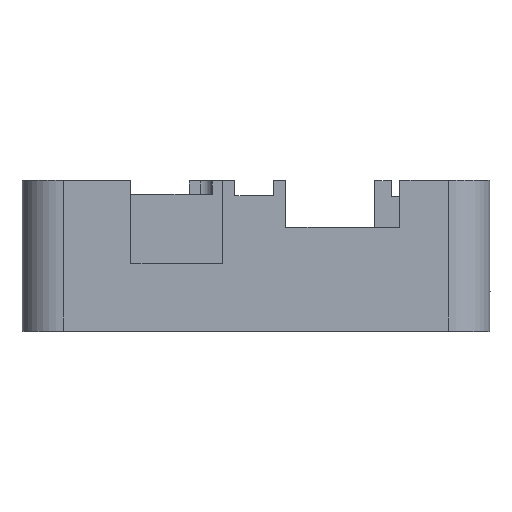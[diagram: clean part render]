
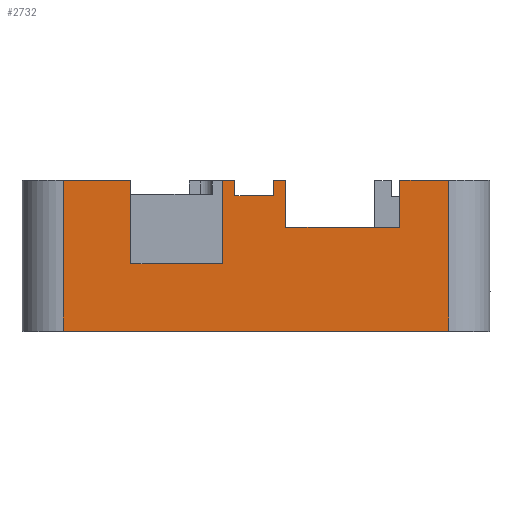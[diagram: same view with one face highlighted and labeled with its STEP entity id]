
A CAD part, top view. The second image highlights one B-rep face of the part: STEP entity #2732.
In plain terms, the highlighted planar face has unit normal (0, 0, 1).
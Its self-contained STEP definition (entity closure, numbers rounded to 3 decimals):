
#66=PLANE('',#2955);
#341=FACE_OUTER_BOUND('',#494,.T.);
#494=EDGE_LOOP('',(#2334,#2335,#2336,#2337,#2338,#2339,#2340,#2341,#2342,
#2343,#2344,#2345,#2346,#2347,#2348,#2349));
#695=LINE('',#7040,#921);
#785=LINE('',#7850,#1011);
#788=LINE('',#7856,#1014);
#790=LINE('',#7859,#1016);
#791=LINE('',#7862,#1017);
#792=LINE('',#7864,#1018);
#793=LINE('',#7866,#1019);
#794=LINE('',#7868,#1020);
#795=LINE('',#7870,#1021);
#796=LINE('',#7872,#1022);
#797=LINE('',#7874,#1023);
#798=LINE('',#7875,#1024);
#799=LINE('',#7877,#1025);
#800=LINE('',#7879,#1026);
#801=LINE('',#7881,#1027);
#802=LINE('',#7882,#1028);
#921=VECTOR('',#3275,10.);
#1011=VECTOR('',#3501,10.);
#1014=VECTOR('',#3506,10.);
#1016=VECTOR('',#3510,10.);
#1017=VECTOR('',#3513,10.);
#1018=VECTOR('',#3514,10.);
#1019=VECTOR('',#3515,10.);
#1020=VECTOR('',#3516,10.);
#1021=VECTOR('',#3517,10.);
#1022=VECTOR('',#3518,10.);
#1023=VECTOR('',#3519,10.);
#1024=VECTOR('',#3520,10.);
#1025=VECTOR('',#3521,10.);
#1026=VECTOR('',#3522,10.);
#1027=VECTOR('',#3523,10.);
#1028=VECTOR('',#3524,10.);
#1218=VERTEX_POINT('',#7037);
#1219=VERTEX_POINT('',#7039);
#1310=VERTEX_POINT('',#7847);
#1311=VERTEX_POINT('',#7849);
#1312=VERTEX_POINT('',#7853);
#1313=VERTEX_POINT('',#7855);
#1314=VERTEX_POINT('',#7861);
#1315=VERTEX_POINT('',#7863);
#1316=VERTEX_POINT('',#7865);
#1317=VERTEX_POINT('',#7867);
#1318=VERTEX_POINT('',#7869);
#1319=VERTEX_POINT('',#7871);
#1320=VERTEX_POINT('',#7873);
#1321=VERTEX_POINT('',#7876);
#1322=VERTEX_POINT('',#7878);
#1323=VERTEX_POINT('',#7880);
#1556=EDGE_CURVE('',#1218,#1219,#695,.T.);
#1683=EDGE_CURVE('',#1311,#1310,#785,.T.);
#1686=EDGE_CURVE('',#1313,#1312,#788,.T.);
#1688=EDGE_CURVE('',#1312,#1311,#790,.T.);
#1689=EDGE_CURVE('',#1314,#1310,#791,.T.);
#1690=EDGE_CURVE('',#1314,#1315,#792,.T.);
#1691=EDGE_CURVE('',#1315,#1316,#793,.T.);
#1692=EDGE_CURVE('',#1316,#1317,#794,.T.);
#1693=EDGE_CURVE('',#1318,#1317,#795,.T.);
#1694=EDGE_CURVE('',#1318,#1319,#796,.T.);
#1695=EDGE_CURVE('',#1319,#1320,#797,.T.);
#1696=EDGE_CURVE('',#1320,#1219,#798,.T.);
#1697=EDGE_CURVE('',#1218,#1321,#799,.T.);
#1698=EDGE_CURVE('',#1322,#1321,#800,.T.);
#1699=EDGE_CURVE('',#1323,#1322,#801,.T.);
#1700=EDGE_CURVE('',#1313,#1323,#802,.T.);
#2334=ORIENTED_EDGE('',*,*,#1686,.T.);
#2335=ORIENTED_EDGE('',*,*,#1688,.T.);
#2336=ORIENTED_EDGE('',*,*,#1683,.T.);
#2337=ORIENTED_EDGE('',*,*,#1689,.F.);
#2338=ORIENTED_EDGE('',*,*,#1690,.T.);
#2339=ORIENTED_EDGE('',*,*,#1691,.T.);
#2340=ORIENTED_EDGE('',*,*,#1692,.T.);
#2341=ORIENTED_EDGE('',*,*,#1693,.F.);
#2342=ORIENTED_EDGE('',*,*,#1694,.T.);
#2343=ORIENTED_EDGE('',*,*,#1695,.T.);
#2344=ORIENTED_EDGE('',*,*,#1696,.T.);
#2345=ORIENTED_EDGE('',*,*,#1556,.F.);
#2346=ORIENTED_EDGE('',*,*,#1697,.T.);
#2347=ORIENTED_EDGE('',*,*,#1698,.F.);
#2348=ORIENTED_EDGE('',*,*,#1699,.F.);
#2349=ORIENTED_EDGE('',*,*,#1700,.F.);
#2732=ADVANCED_FACE('',(#341),#66,.T.);
#2955=AXIS2_PLACEMENT_3D('',#7860,#3511,#3512);
#3275=DIRECTION('',(1.,0.,0.));
#3501=DIRECTION('',(0.,1.,0.));
#3506=DIRECTION('',(0.,-1.,0.));
#3510=DIRECTION('',(-1.,0.,0.));
#3511=DIRECTION('center_axis',(0.,0.,1.));
#3512=DIRECTION('ref_axis',(-1.,0.,0.));
#3513=DIRECTION('',(1.,0.,0.));
#3514=DIRECTION('',(0.,-1.,0.));
#3515=DIRECTION('',(-1.,0.,0.));
#3516=DIRECTION('',(0.,1.,0.));
#3517=DIRECTION('',(1.,0.,0.));
#3518=DIRECTION('',(0.,-1.,0.));
#3519=DIRECTION('',(-1.,0.,0.));
#3520=DIRECTION('',(0.,1.,0.));
#3521=DIRECTION('',(0.,-1.,0.));
#3522=DIRECTION('',(-1.,0.,0.));
#3523=DIRECTION('',(0.,-1.,0.));
#3524=DIRECTION('',(1.,0.,0.));
#7037=CARTESIAN_POINT('',(-25.535,0.,30.));
#7039=CARTESIAN_POINT('',(-16.57,0.,30.));
#7040=CARTESIAN_POINT('',(-25.535,0.,30.));
#7847=CARTESIAN_POINT('',(3.95,0.,30.));
#7849=CARTESIAN_POINT('',(3.95,-6.25,30.));
#7850=CARTESIAN_POINT('',(3.95,0.,30.));
#7853=CARTESIAN_POINT('',(19.05,-6.25,30.));
#7855=CARTESIAN_POINT('',(19.05,0.,30.));
#7856=CARTESIAN_POINT('',(19.05,0.,30.));
#7859=CARTESIAN_POINT('',(4.349,-6.25,30.));
#7860=CARTESIAN_POINT('Origin',(-2.79,0.,30.));
#7861=CARTESIAN_POINT('',(2.31,0.,30.));
#7862=CARTESIAN_POINT('',(-25.535,0.,30.));
#7863=CARTESIAN_POINT('',(2.31,-2.05,30.));
#7864=CARTESIAN_POINT('',(2.31,0.,30.));
#7865=CARTESIAN_POINT('',(-2.79,-2.05,30.));
#7866=CARTESIAN_POINT('',(-1.515,-2.05,30.));
#7867=CARTESIAN_POINT('',(-2.79,0.,30.));
#7868=CARTESIAN_POINT('',(-2.79,0.,30.));
#7869=CARTESIAN_POINT('',(-4.43,0.,30.));
#7870=CARTESIAN_POINT('',(-25.535,0.,30.));
#7871=CARTESIAN_POINT('',(-4.43,-11.1,30.));
#7872=CARTESIAN_POINT('',(-4.43,0.,30.));
#7873=CARTESIAN_POINT('',(-16.57,-11.1,30.));
#7874=CARTESIAN_POINT('',(-6.645,-11.1,30.));
#7875=CARTESIAN_POINT('',(-16.57,0.,30.));
#7876=CARTESIAN_POINT('',(-25.535,-20.,30.));
#7877=CARTESIAN_POINT('',(-25.535,0.,30.));
#7878=CARTESIAN_POINT('',(25.535,-20.,30.));
#7879=CARTESIAN_POINT('',(-25.535,-20.,30.));
#7880=CARTESIAN_POINT('',(25.535,0.,30.));
#7881=CARTESIAN_POINT('',(25.535,0.,30.));
#7882=CARTESIAN_POINT('',(-25.535,0.,30.));
